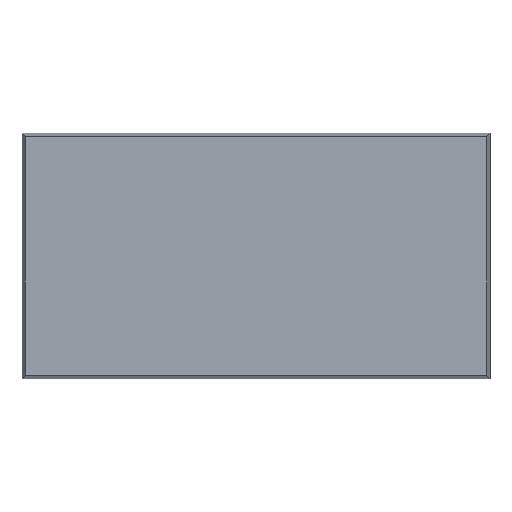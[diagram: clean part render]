
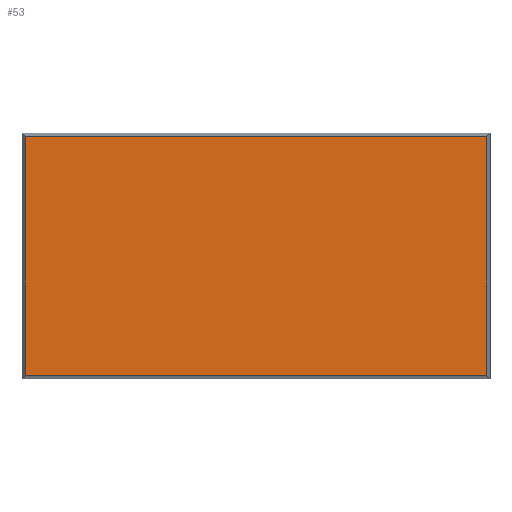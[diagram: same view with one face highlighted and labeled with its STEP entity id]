
A CAD part, top view. The second image highlights one B-rep face of the part: STEP entity #53.
In plain terms, the highlighted planar face has unit normal (0, 0, 1).
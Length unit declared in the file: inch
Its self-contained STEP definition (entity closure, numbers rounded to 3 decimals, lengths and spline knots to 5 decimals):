
#7 = DIRECTION ( 'NONE',  ( 1., 0., 0. ) ) ;
#10 = LINE ( 'NONE', #62, #41 ) ;
#20 = ORIENTED_EDGE ( 'NONE', *, *, #123, .T. ) ;
#21 = DIRECTION ( 'NONE',  ( 0., -1., 0. ) ) ;
#33 = AXIS2_PLACEMENT_3D ( 'NONE', #37, #95, #93 ) ;
#37 = CARTESIAN_POINT ( 'NONE',  ( 0., 0., 0.25 ) ) ;
#38 = DIRECTION ( 'NONE',  ( -1., 0., 0. ) ) ;
#40 = PLANE ( 'NONE',  #33 ) ;
#41 = VECTOR ( 'NONE', #7, 39.37008 ) ;
#46 = VECTOR ( 'NONE', #21, 39.37008 ) ;
#49 = VECTOR ( 'NONE', #38, 39.37008 ) ;
#53 = ADVANCED_FACE ( 'NONE', ( #216 ), #40, .T. ) ;
#62 = CARTESIAN_POINT ( 'NONE',  ( -2.94991, -1.7754, 0.25 ) ) ;
#65 = EDGE_CURVE ( 'NONE', #158, #129, #236, .T. ) ;
#69 = EDGE_CURVE ( 'NONE', #129, #223, #70, .T. ) ;
#70 = LINE ( 'NONE', #229, #46 ) ;
#75 = ORIENTED_EDGE ( 'NONE', *, *, #65, .T. ) ;
#86 = CARTESIAN_POINT ( 'NONE',  ( -2.94991, 1.63735, 0.25 ) ) ;
#93 = DIRECTION ( 'NONE',  ( 1., 0., 0. ) ) ;
#95 = DIRECTION ( 'NONE',  ( 0., 0., 1. ) ) ;
#107 = EDGE_LOOP ( 'NONE', ( #113, #20, #220, #75 ) ) ;
#113 = ORIENTED_EDGE ( 'NONE', *, *, #69, .T. ) ;
#116 = VECTOR ( 'NONE', #157, 39.37008 ) ;
#123 = EDGE_CURVE ( 'NONE', #223, #238, #10, .T. ) ;
#125 = CARTESIAN_POINT ( 'NONE',  ( -2.94991, -1.7754, 0.25 ) ) ;
#129 = VERTEX_POINT ( 'NONE', #86 ) ;
#134 = CARTESIAN_POINT ( 'NONE',  ( 3.65558, 1.63735, 0.25 ) ) ;
#151 = CARTESIAN_POINT ( 'NONE',  ( 3.65558, -1.7754, 0.25 ) ) ;
#157 = DIRECTION ( 'NONE',  ( 0., 1., 0. ) ) ;
#158 = VERTEX_POINT ( 'NONE', #160 ) ;
#160 = CARTESIAN_POINT ( 'NONE',  ( 3.65558, 1.63735, 0.25 ) ) ;
#166 = LINE ( 'NONE', #134, #116 ) ;
#171 = EDGE_CURVE ( 'NONE', #238, #158, #166, .T. ) ;
#216 = FACE_OUTER_BOUND ( 'NONE', #107, .T. ) ;
#220 = ORIENTED_EDGE ( 'NONE', *, *, #171, .T. ) ;
#223 = VERTEX_POINT ( 'NONE', #125 ) ;
#228 = CARTESIAN_POINT ( 'NONE',  ( -2.94991, 1.63735, 0.25 ) ) ;
#229 = CARTESIAN_POINT ( 'NONE',  ( -2.94991, 1.63735, 0.25 ) ) ;
#236 = LINE ( 'NONE', #228, #49 ) ;
#238 = VERTEX_POINT ( 'NONE', #151 ) ;
